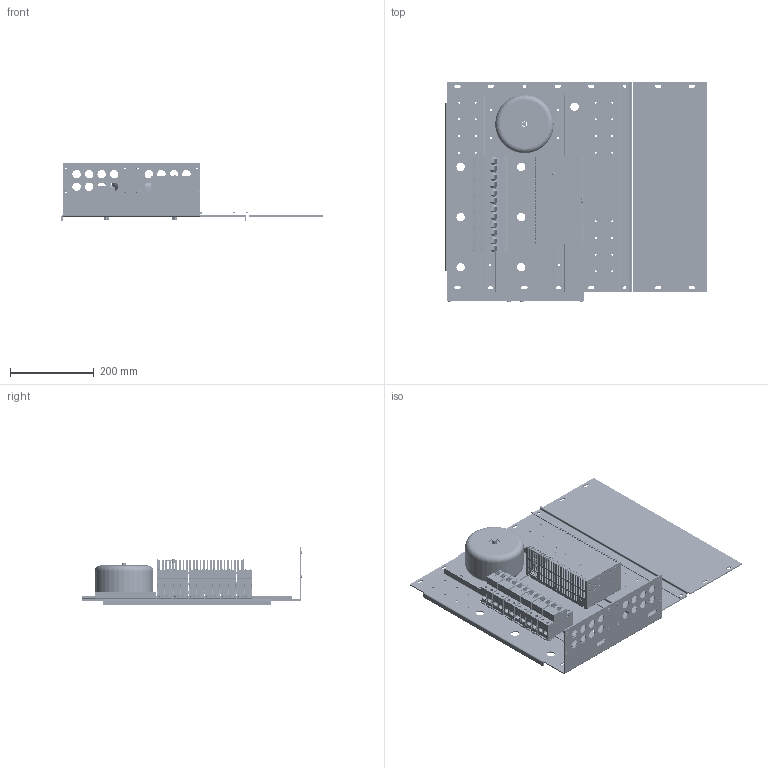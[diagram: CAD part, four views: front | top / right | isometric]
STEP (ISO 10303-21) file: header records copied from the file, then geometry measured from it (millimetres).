
FILE_DESCRIPTION (( 'STEP AP214' ), '1' );
FILE_NAME ('CHECKED_FULL_PB.STEP', '2017-04-09T18:57:30', ( '' ), ( '' ), 'SwSTEP 2.0', 'SolidWorks 2015', '' );
FILE_SCHEMA (( 'AUTOMOTIVE_DESIGN' ));
Length unit declared in the file: inch
Products named in the file (30): CHECKED_CLS-M4-0-PennEngineering-01-13-2017_F; CHECKED_SB100443_S_ASM_Next assembly relationship#VIS_7_2;VIS_7_2_4; CHECKED_SB100443_S_ASM_Next assembly relationship#VIS_7_2;VIS_7_2_3; CHECKED_Power Box; CHECKED_Toroid2_F; CHECKED_PA_Components; CHECKED_PABasePlate; CHECKED_PA_Plate_F; CHECKED_SB100443_S_ASM_Next assembly relationship#VIS_7_2;VIS_7_2_2; CHECKED_TRACO_EX_F; CHECKED_SB100443_S_ASM_Next assembly relationship#CLIP_1;CLIP_1; CHECKED_23500094-CONNECTOR_EX_F; CHECKED_INSERT M6_EX_F; CHECKED_ToroidPlate; CHECKED_23500089-CONNECTOR_EX_F; CHECKED_FULL_PB; CHECKED_24300137-LATCH_EX_F; CHECKED_SB100443_S_ASM_Next assembly relationship#COQUE_PRINCIPALE_2P;COQUE_PRINCIPALE_2P; CHECKED_23300011-SWITCH_EX_F; CHECKED_24300124-HOOK_EX_F; CHECKED_21500011-LENS_EX_F; CHECKED_24600076-CHASSIS_EX_F; CHECKED_DIN_LONGPWBX; CHECKED_DIN_SHORT_EX_F; CHECKED_PowerBoxBasePlate; CHECKED_24600075-HOOD_EX_F; CHECKED_DOUBLE; CHECKED_24500067-SCREW_EX_F; CHECKED_SB100443_S_ASM_Next assembly relationship#CLIP_2;CLIP_2; CHECKED_SB100443_S_ASM_Next assembly relationship#VIS_7_2;VIS_7_2
Assembly tree (54 placements, depth 5):
  CHECKED_FULL_PB
    CHECKED_Power Box
      CHECKED_PowerBoxBasePlate
      CHECKED_PA_Components
        CHECKED_TRACO_EX_F
          CHECKED_21500011-LENS_EX_F
          CHECKED_24300124-HOOK_EX_F  x2
          CHECKED_24300137-LATCH_EX_F  x2
          CHECKED_24500067-SCREW_EX_F  x2
          CHECKED_23500089-CONNECTOR_EX_F
          CHECKED_23300011-SWITCH_EX_F
          CHECKED_24600076-CHASSIS_EX_F
          CHECKED_24600075-HOOD_EX_F
          CHECKED_23500094-CONNECTOR_EX_F
        CHECKED_ToroidPlate
        CHECKED_PABasePlate
          CHECKED_PA_Plate_F
          CHECKED_INSERT M6_EX_F  x10
          CHECKED_CLS-M4-0-PennEngineering-01-13-2017_F  x8
        CHECKED_DIN_SHORT_EX_F  x2
        CHECKED_Toroid2_F
        CHECKED_DOUBLE  x6
          CHECKED_SB100443_S_ASM_Next assembly relationship#COQUE_PRINCIPALE_2P;COQUE_PRINCIPALE_2P
          CHECKED_SB100443_S_ASM_Next assembly relationship#CLIP_2;CLIP_2
          CHECKED_SB100443_S_ASM_Next assembly relationship#CLIP_1;CLIP_1
          CHECKED_SB100443_S_ASM_Next assembly relationship#VIS_7_2;VIS_7_2
          CHECKED_SB100443_S_ASM_Next assembly relationship#VIS_7_2;VIS_7_2_2
          CHECKED_SB100443_S_ASM_Next assembly relationship#VIS_7_2;VIS_7_2_3
          CHECKED_SB100443_S_ASM_Next assembly relationship#VIS_7_2;VIS_7_2_4
      CHECKED_DIN_LONGPWBX
Bounding box: 625 x 526 x 138 mm (x, y, z)
Volume: 3420106.1 mm3; surface area: 1358826.7 mm2
Topology: 70 solids, 90 shells, 5296 faces, 14813 edges, 9779 vertices
Faces by surface type: plane 3865, cylinder 1172, cone 185, bspline 72, torus 2
Full cylindrical faces by diameter (mm): 0.434 x2, 1.4 x7, 2 x2, 2.1 x36, 2.2 x12, 2.8 x5, 3.2 x1, 3.242 x8, 3.5 x3, 3.6 x2, 4 x37, 4.2 x2, 4.22 x2, 4.5 x72, 5 x42, 5.33 x1, 5.38 x8, 6 x10, 6.4 x1, 6.625 x8, 7 x6, 7.11 x1, 7.2 x48, 7.62 x1, 7.87 x8, 8 x11, 10 x1, 12.7 x2, 20 x23, 25.4 x1
Entity records: 96106 total; most frequent: CARTESIAN_POINT 18360, ORIENTED_EDGE 13874, DIRECTION 13141, EDGE_CURVE 6938, VECTOR 4999, LINE 4999, VERTEX_POINT 4686, AXIS2_PLACEMENT_3D 4071
